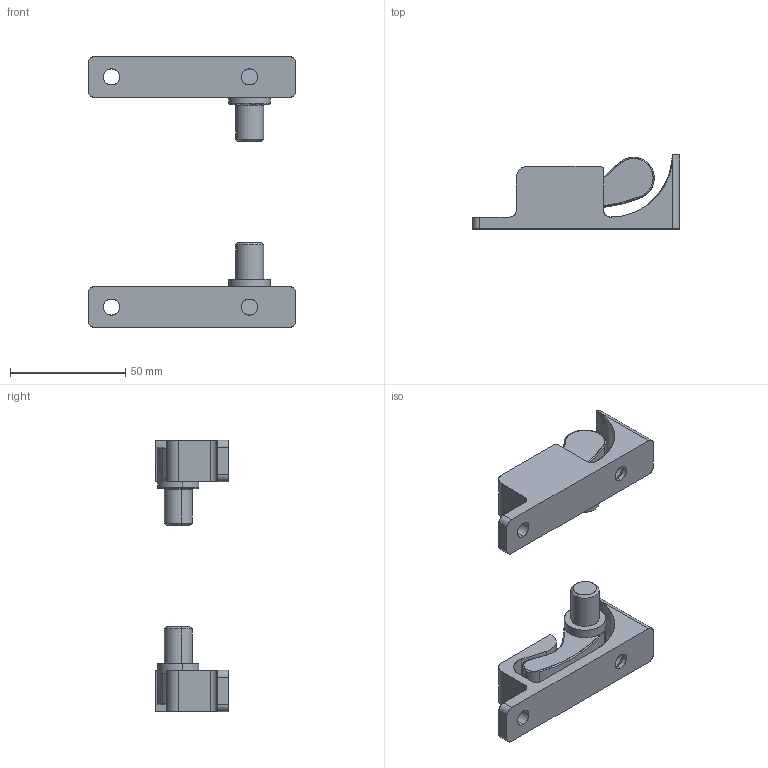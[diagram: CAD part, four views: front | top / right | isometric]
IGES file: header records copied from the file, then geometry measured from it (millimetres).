
Start section: SolidWorks IGES file using analytic representation for surfaces
Global section: file name: FA-1815-S-7.IGS; native system: SolidWorks 2014; preprocessor: SolidWorks 2014; author: 1337yo; date: 161208.145943; units: millimetre
Bounding box: 90 x 32 x 118 mm (x, y, z)
Surface area: 25162.8 mm2 (no closed solid volume)
Topology: 0 solids, 0 shells, 132 faces, 1728 edges, 1726 vertices
Faces by surface type: revolution 67, bspline 65
